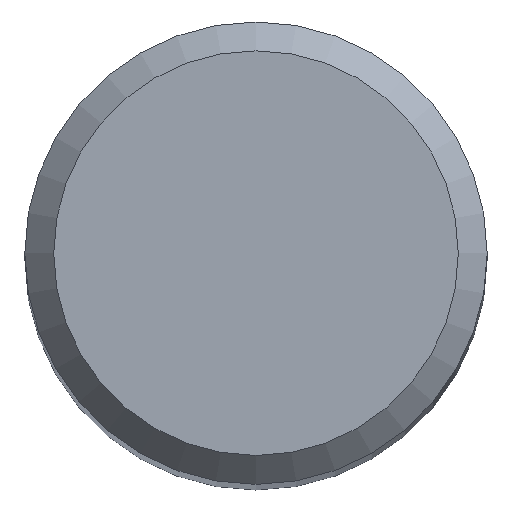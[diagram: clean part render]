
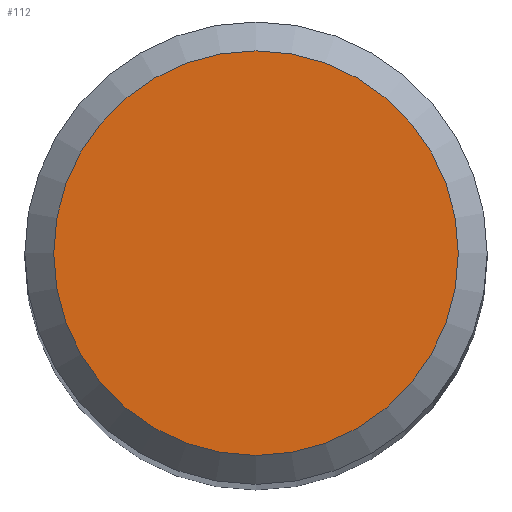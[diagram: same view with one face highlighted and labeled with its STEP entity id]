
A CAD part, top view. The second image highlights one B-rep face of the part: STEP entity #112.
In plain terms, the highlighted planar face has unit normal (0, 0, 1).
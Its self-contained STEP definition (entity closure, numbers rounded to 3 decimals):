
#5 = CARTESIAN_POINT ( 'NONE',  ( 0., 0., 63. ) ) ;
#18 = VERTEX_POINT ( 'NONE', #107 ) ;
#19 = DIRECTION ( 'NONE',  ( 0., 0., -1. ) ) ;
#21 = CIRCLE ( 'NONE', #137, 3.5 ) ;
#23 = DIRECTION ( 'NONE',  ( 0., 1., 0. ) ) ;
#67 = FACE_OUTER_BOUND ( 'NONE', #117, .T. ) ;
#95 = CARTESIAN_POINT ( 'NONE',  ( 0., 0., 63. ) ) ;
#97 = DIRECTION ( 'NONE',  ( 0., 1., 0. ) ) ;
#107 = CARTESIAN_POINT ( 'NONE',  ( 0., 3.5, 63. ) ) ;
#112 = ADVANCED_FACE ( 'NONE', ( #67 ), #166, .F. ) ;
#117 = EDGE_LOOP ( 'NONE', ( #140 ) ) ;
#123 = AXIS2_PLACEMENT_3D ( 'NONE', #5, #19, #97 ) ;
#126 = EDGE_CURVE ( 'NONE', #18, #18, #21, .T. ) ;
#137 = AXIS2_PLACEMENT_3D ( 'NONE', #95, #151, #23 ) ;
#140 = ORIENTED_EDGE ( 'NONE', *, *, #126, .F. ) ;
#151 = DIRECTION ( 'NONE',  ( 0., 0., -1. ) ) ;
#166 = PLANE ( 'NONE',  #123 ) ;
